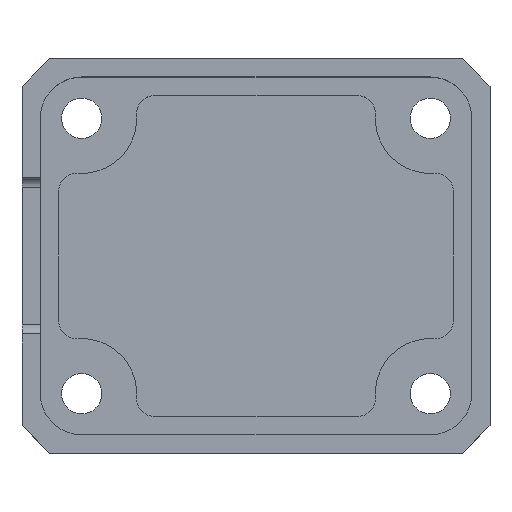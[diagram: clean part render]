
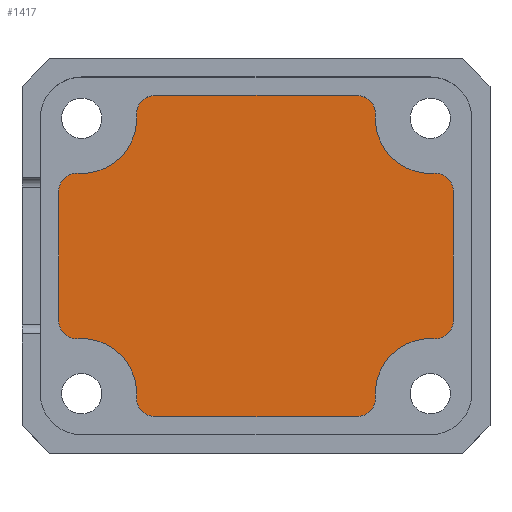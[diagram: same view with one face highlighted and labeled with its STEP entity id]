
A CAD part, top view. The second image highlights one B-rep face of the part: STEP entity #1417.
In plain terms, the highlighted planar face has unit normal (0, 0, 1).
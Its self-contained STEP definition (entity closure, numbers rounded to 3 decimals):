
#86=PLANE('',#1561);
#160=FACE_OUTER_BOUND('',#239,.T.);
#239=EDGE_LOOP('',(#1264,#1265,#1266,#1267,#1268,#1269,#1270,#1271,#1272,
#1273,#1274,#1275,#1276,#1277,#1278,#1279));
#372=LINE('',#2295,#516);
#378=LINE('',#2319,#522);
#384=LINE('',#2343,#528);
#390=LINE('',#2367,#534);
#516=VECTOR('',#1878,10.);
#522=VECTOR('',#1904,10.);
#528=VECTOR('',#1930,10.);
#534=VECTOR('',#1956,10.);
#568=CIRCLE('',#1523,3.);
#570=CIRCLE('',#1526,1.);
#572=CIRCLE('',#1530,1.);
#574=CIRCLE('',#1533,3.);
#576=CIRCLE('',#1536,1.);
#578=CIRCLE('',#1540,1.);
#580=CIRCLE('',#1543,3.);
#582=CIRCLE('',#1546,1.);
#584=CIRCLE('',#1550,1.);
#586=CIRCLE('',#1553,3.);
#588=CIRCLE('',#1556,1.);
#590=CIRCLE('',#1560,1.);
#689=VERTEX_POINT('',#2279);
#690=VERTEX_POINT('',#2281);
#692=VERTEX_POINT('',#2287);
#694=VERTEX_POINT('',#2293);
#696=VERTEX_POINT('',#2299);
#698=VERTEX_POINT('',#2305);
#700=VERTEX_POINT('',#2311);
#702=VERTEX_POINT('',#2317);
#704=VERTEX_POINT('',#2323);
#706=VERTEX_POINT('',#2329);
#708=VERTEX_POINT('',#2335);
#710=VERTEX_POINT('',#2341);
#712=VERTEX_POINT('',#2347);
#714=VERTEX_POINT('',#2353);
#716=VERTEX_POINT('',#2359);
#718=VERTEX_POINT('',#2365);
#872=EDGE_CURVE('',#689,#690,#568,.T.);
#876=EDGE_CURVE('',#692,#689,#570,.T.);
#879=EDGE_CURVE('',#694,#692,#372,.T.);
#882=EDGE_CURVE('',#696,#694,#572,.T.);
#885=EDGE_CURVE('',#698,#696,#574,.T.);
#888=EDGE_CURVE('',#700,#698,#576,.T.);
#891=EDGE_CURVE('',#702,#700,#378,.T.);
#894=EDGE_CURVE('',#704,#702,#578,.T.);
#897=EDGE_CURVE('',#706,#704,#580,.T.);
#900=EDGE_CURVE('',#708,#706,#582,.T.);
#903=EDGE_CURVE('',#710,#708,#384,.T.);
#906=EDGE_CURVE('',#712,#710,#584,.T.);
#909=EDGE_CURVE('',#714,#712,#586,.T.);
#912=EDGE_CURVE('',#716,#714,#588,.T.);
#915=EDGE_CURVE('',#718,#716,#390,.T.);
#917=EDGE_CURVE('',#690,#718,#590,.T.);
#1264=ORIENTED_EDGE('',*,*,#917,.F.);
#1265=ORIENTED_EDGE('',*,*,#872,.F.);
#1266=ORIENTED_EDGE('',*,*,#876,.F.);
#1267=ORIENTED_EDGE('',*,*,#879,.F.);
#1268=ORIENTED_EDGE('',*,*,#882,.F.);
#1269=ORIENTED_EDGE('',*,*,#885,.F.);
#1270=ORIENTED_EDGE('',*,*,#888,.F.);
#1271=ORIENTED_EDGE('',*,*,#891,.F.);
#1272=ORIENTED_EDGE('',*,*,#894,.F.);
#1273=ORIENTED_EDGE('',*,*,#897,.F.);
#1274=ORIENTED_EDGE('',*,*,#900,.F.);
#1275=ORIENTED_EDGE('',*,*,#903,.F.);
#1276=ORIENTED_EDGE('',*,*,#906,.F.);
#1277=ORIENTED_EDGE('',*,*,#909,.F.);
#1278=ORIENTED_EDGE('',*,*,#912,.F.);
#1279=ORIENTED_EDGE('',*,*,#915,.F.);
#1417=ADVANCED_FACE('',(#160),#86,.T.);
#1523=AXIS2_PLACEMENT_3D('',#2282,#1864,#1865);
#1526=AXIS2_PLACEMENT_3D('',#2289,#1872,#1873);
#1530=AXIS2_PLACEMENT_3D('',#2301,#1884,#1885);
#1533=AXIS2_PLACEMENT_3D('',#2307,#1891,#1892);
#1536=AXIS2_PLACEMENT_3D('',#2313,#1898,#1899);
#1540=AXIS2_PLACEMENT_3D('',#2325,#1910,#1911);
#1543=AXIS2_PLACEMENT_3D('',#2331,#1917,#1918);
#1546=AXIS2_PLACEMENT_3D('',#2337,#1924,#1925);
#1550=AXIS2_PLACEMENT_3D('',#2349,#1936,#1937);
#1553=AXIS2_PLACEMENT_3D('',#2355,#1943,#1944);
#1556=AXIS2_PLACEMENT_3D('',#2361,#1950,#1951);
#1560=AXIS2_PLACEMENT_3D('',#2370,#1961,#1962);
#1561=AXIS2_PLACEMENT_3D('',#2371,#1963,#1964);
#1864=DIRECTION('center_axis',(0.,0.,1.));
#1865=DIRECTION('ref_axis',(-0.062,-0.998,0.));
#1872=DIRECTION('center_axis',(0.,0.,-1.));
#1873=DIRECTION('ref_axis',(0.063,0.998,0.));
#1878=DIRECTION('',(0.,1.,0.));
#1884=DIRECTION('center_axis',(0.,0.,-1.));
#1885=DIRECTION('ref_axis',(-1.,0.,0.));
#1891=DIRECTION('center_axis',(0.,0.,1.));
#1892=DIRECTION('ref_axis',(0.998,-0.063,0.));
#1898=DIRECTION('center_axis',(0.,0.,-1.));
#1899=DIRECTION('ref_axis',(-0.998,0.063,0.));
#1904=DIRECTION('',(-1.,0.,0.));
#1910=DIRECTION('center_axis',(0.,0.,-1.));
#1911=DIRECTION('ref_axis',(0.,-1.,0.));
#1917=DIRECTION('center_axis',(0.,0.,1.));
#1918=DIRECTION('ref_axis',(0.062,0.998,0.));
#1924=DIRECTION('center_axis',(0.,0.,-1.));
#1925=DIRECTION('ref_axis',(-0.063,-0.998,0.));
#1930=DIRECTION('',(0.,-1.,0.));
#1936=DIRECTION('center_axis',(0.,0.,-1.));
#1937=DIRECTION('ref_axis',(1.,0.,0.));
#1943=DIRECTION('center_axis',(0.,0.,1.));
#1944=DIRECTION('ref_axis',(-0.998,0.063,0.));
#1950=DIRECTION('center_axis',(0.,0.,-1.));
#1951=DIRECTION('ref_axis',(0.998,-0.063,0.));
#1956=DIRECTION('',(1.,0.,0.));
#1961=DIRECTION('center_axis',(0.,0.,-1.));
#1962=DIRECTION('ref_axis',(0.,1.,0.));
#1963=DIRECTION('center_axis',(0.,0.,1.));
#1964=DIRECTION('ref_axis',(-1.,0.,0.));
#2279=CARTESIAN_POINT('',(-9.688,4.506,1.));
#2281=CARTESIAN_POINT('',(-6.506,7.688,1.));
#2282=CARTESIAN_POINT('Origin',(-9.5,7.5,1.));
#2287=CARTESIAN_POINT('',(-10.75,3.508,1.));
#2289=CARTESIAN_POINT('Origin',(-9.75,3.508,1.));
#2293=CARTESIAN_POINT('',(-10.75,-3.508,1.));
#2295=CARTESIAN_POINT('',(-10.75,0.,1.));
#2299=CARTESIAN_POINT('',(-9.688,-4.506,1.));
#2301=CARTESIAN_POINT('Origin',(-9.75,-3.508,1.));
#2305=CARTESIAN_POINT('',(-6.506,-7.688,1.));
#2307=CARTESIAN_POINT('Origin',(-9.5,-7.5,1.));
#2311=CARTESIAN_POINT('',(-5.508,-8.75,1.));
#2313=CARTESIAN_POINT('Origin',(-5.508,-7.75,1.));
#2317=CARTESIAN_POINT('',(5.508,-8.75,1.));
#2319=CARTESIAN_POINT('',(0.,-8.75,1.));
#2323=CARTESIAN_POINT('',(6.506,-7.688,1.));
#2325=CARTESIAN_POINT('Origin',(5.508,-7.75,1.));
#2329=CARTESIAN_POINT('',(9.688,-4.506,1.));
#2331=CARTESIAN_POINT('Origin',(9.5,-7.5,1.));
#2335=CARTESIAN_POINT('',(10.75,-3.508,1.));
#2337=CARTESIAN_POINT('Origin',(9.75,-3.508,1.));
#2341=CARTESIAN_POINT('',(10.75,3.508,1.));
#2343=CARTESIAN_POINT('',(10.75,0.,1.));
#2347=CARTESIAN_POINT('',(9.687,4.506,1.));
#2349=CARTESIAN_POINT('Origin',(9.75,3.508,1.));
#2353=CARTESIAN_POINT('',(6.506,7.688,1.));
#2355=CARTESIAN_POINT('Origin',(9.5,7.5,1.));
#2359=CARTESIAN_POINT('',(5.508,8.75,1.));
#2361=CARTESIAN_POINT('Origin',(5.508,7.75,1.));
#2365=CARTESIAN_POINT('',(-5.508,8.75,1.));
#2367=CARTESIAN_POINT('',(0.,8.75,1.));
#2370=CARTESIAN_POINT('Origin',(-5.508,7.75,1.));
#2371=CARTESIAN_POINT('Origin',(0.,0.,1.));
